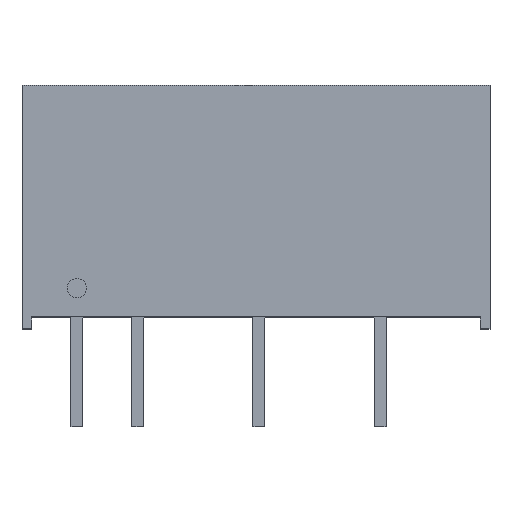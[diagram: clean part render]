
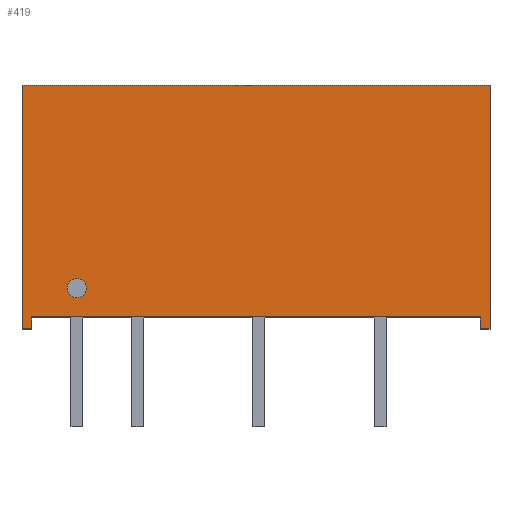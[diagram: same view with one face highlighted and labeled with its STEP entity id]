
A CAD part, top view. The second image highlights one B-rep face of the part: STEP entity #419.
In plain terms, the highlighted planar face has unit normal (0, 0, 1).
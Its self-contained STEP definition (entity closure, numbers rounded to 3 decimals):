
#1 = CIRCLE ( 'NONE', #370, 0.4 ) ;
#25 = DIRECTION ( 'NONE',  ( 1., 0., 0. ) ) ;
#32 = EDGE_CURVE ( 'NONE', #332, #632, #1066, .T. ) ;
#68 = DIRECTION ( 'NONE',  ( 0., 0., 1. ) ) ;
#72 = DIRECTION ( 'NONE',  ( 1., 0., 0. ) ) ;
#76 = CARTESIAN_POINT ( 'NONE',  ( -9.4, -0.5, 7.2 ) ) ;
#81 = ORIENTED_EDGE ( 'NONE', *, *, #481, .T. ) ;
#86 = VERTEX_POINT ( 'NONE', #1077 ) ;
#99 = ORIENTED_EDGE ( 'NONE', *, *, #234, .T. ) ;
#119 = ORIENTED_EDGE ( 'NONE', *, *, #394, .F. ) ;
#144 = CARTESIAN_POINT ( 'NONE',  ( -9.8, 9.7, 7.2 ) ) ;
#169 = EDGE_CURVE ( 'NONE', #632, #613, #938, .T. ) ;
#170 = CARTESIAN_POINT ( 'NONE',  ( -9.4, 0., 7.2 ) ) ;
#176 = DIRECTION ( 'NONE',  ( 1., 0., 0. ) ) ;
#192 = DIRECTION ( 'NONE',  ( 1., 0., 0. ) ) ;
#221 = LINE ( 'NONE', #526, #1031 ) ;
#234 = EDGE_CURVE ( 'NONE', #379, #855, #873, .T. ) ;
#253 = LINE ( 'NONE', #789, #401 ) ;
#332 = VERTEX_POINT ( 'NONE', #1184 ) ;
#344 = EDGE_LOOP ( 'NONE', ( #1096, #119 ) ) ;
#356 = VERTEX_POINT ( 'NONE', #366 ) ;
#366 = CARTESIAN_POINT ( 'NONE',  ( 9.8, 9.7, 7.2 ) ) ;
#370 = AXIS2_PLACEMENT_3D ( 'NONE', #923, #1091, #72 ) ;
#379 = VERTEX_POINT ( 'NONE', #631 ) ;
#391 = DIRECTION ( 'NONE',  ( 0., -1., 0. ) ) ;
#394 = EDGE_CURVE ( 'NONE', #86, #909, #1211, .T. ) ;
#401 = VECTOR ( 'NONE', #25, 1000. ) ;
#413 = CARTESIAN_POINT ( 'NONE',  ( 9.8, -0.5, 7.2 ) ) ;
#419 = ADVANCED_FACE ( 'NONE', ( #547, #773 ), #561, .F. ) ;
#431 = DIRECTION ( 'NONE',  ( 0., 1., 0. ) ) ;
#438 = CARTESIAN_POINT ( 'NONE',  ( -7.5, 1.2, 7.2 ) ) ;
#442 = DIRECTION ( 'NONE',  ( 1., 0., 0. ) ) ;
#446 = ORIENTED_EDGE ( 'NONE', *, *, #32, .T. ) ;
#481 = EDGE_CURVE ( 'NONE', #855, #984, #253, .T. ) ;
#483 = ORIENTED_EDGE ( 'NONE', *, *, #848, .T. ) ;
#510 = LINE ( 'NONE', #413, #760 ) ;
#526 = CARTESIAN_POINT ( 'NONE',  ( -9.4, 0., 7.2 ) ) ;
#538 = AXIS2_PLACEMENT_3D ( 'NONE', #438, #68, #442 ) ;
#546 = CARTESIAN_POINT ( 'NONE',  ( 9.4, -0.5, 7.2 ) ) ;
#547 = FACE_BOUND ( 'NONE', #344, .T. ) ;
#551 = ORIENTED_EDGE ( 'NONE', *, *, #1183, .T. ) ;
#560 = CARTESIAN_POINT ( 'NONE',  ( 9.4, 0., 7.2 ) ) ;
#561 = PLANE ( 'NONE',  #1087 ) ;
#613 = VERTEX_POINT ( 'NONE', #823 ) ;
#631 = CARTESIAN_POINT ( 'NONE',  ( 9.4, 0., 7.2 ) ) ;
#632 = VERTEX_POINT ( 'NONE', #76 ) ;
#664 = EDGE_CURVE ( 'NONE', #356, #842, #1093, .T. ) ;
#675 = DIRECTION ( 'NONE',  ( -1., 0., 0. ) ) ;
#681 = CARTESIAN_POINT ( 'NONE',  ( -9.4, -0.5, 7.2 ) ) ;
#697 = VECTOR ( 'NONE', #736, 1000. ) ;
#736 = DIRECTION ( 'NONE',  ( 0., -1., 0. ) ) ;
#760 = VECTOR ( 'NONE', #431, 1000. ) ;
#768 = EDGE_CURVE ( 'NONE', #909, #86, #1, .T. ) ;
#773 = FACE_OUTER_BOUND ( 'NONE', #881, .T. ) ;
#789 = CARTESIAN_POINT ( 'NONE',  ( 9.4, -0.5, 7.2 ) ) ;
#797 = ORIENTED_EDGE ( 'NONE', *, *, #664, .T. ) ;
#812 = CARTESIAN_POINT ( 'NONE',  ( -9.8, 9.7, 7.2 ) ) ;
#819 = ORIENTED_EDGE ( 'NONE', *, *, #169, .T. ) ;
#823 = CARTESIAN_POINT ( 'NONE',  ( -9.4, 0., 7.2 ) ) ;
#831 = VECTOR ( 'NONE', #1099, 1000. ) ;
#836 = CARTESIAN_POINT ( 'NONE',  ( 9.8, 9.7, 7.2 ) ) ;
#842 = VERTEX_POINT ( 'NONE', #812 ) ;
#848 = EDGE_CURVE ( 'NONE', #613, #379, #221, .T. ) ;
#855 = VERTEX_POINT ( 'NONE', #546 ) ;
#873 = LINE ( 'NONE', #560, #697 ) ;
#879 = LINE ( 'NONE', #1136, #1195 ) ;
#881 = EDGE_LOOP ( 'NONE', ( #1141, #797, #551, #446, #819, #483, #99, #81 ) ) ;
#909 = VERTEX_POINT ( 'NONE', #1018 ) ;
#923 = CARTESIAN_POINT ( 'NONE',  ( -7.5, 1.2, 7.2 ) ) ;
#938 = LINE ( 'NONE', #170, #831 ) ;
#957 = CARTESIAN_POINT ( 'NONE',  ( 9.8, -0.5, 7.2 ) ) ;
#984 = VERTEX_POINT ( 'NONE', #957 ) ;
#1018 = CARTESIAN_POINT ( 'NONE',  ( -7.1, 1.2, 7.2 ) ) ;
#1031 = VECTOR ( 'NONE', #176, 1000. ) ;
#1035 = VECTOR ( 'NONE', #1158, 1000. ) ;
#1036 = VECTOR ( 'NONE', #192, 1000. ) ;
#1057 = EDGE_CURVE ( 'NONE', #984, #356, #510, .T. ) ;
#1066 = LINE ( 'NONE', #681, #1036 ) ;
#1077 = CARTESIAN_POINT ( 'NONE',  ( -7.9, 1.2, 7.2 ) ) ;
#1087 = AXIS2_PLACEMENT_3D ( 'NONE', #836, #1218, #675 ) ;
#1091 = DIRECTION ( 'NONE',  ( 0., 0., 1. ) ) ;
#1093 = LINE ( 'NONE', #144, #1035 ) ;
#1096 = ORIENTED_EDGE ( 'NONE', *, *, #768, .F. ) ;
#1099 = DIRECTION ( 'NONE',  ( 0., 1., 0. ) ) ;
#1136 = CARTESIAN_POINT ( 'NONE',  ( -9.8, -0.5, 7.2 ) ) ;
#1141 = ORIENTED_EDGE ( 'NONE', *, *, #1057, .T. ) ;
#1158 = DIRECTION ( 'NONE',  ( -1., 0., 0. ) ) ;
#1183 = EDGE_CURVE ( 'NONE', #842, #332, #879, .T. ) ;
#1184 = CARTESIAN_POINT ( 'NONE',  ( -9.8, -0.5, 7.2 ) ) ;
#1195 = VECTOR ( 'NONE', #391, 1000. ) ;
#1211 = CIRCLE ( 'NONE', #538, 0.4 ) ;
#1218 = DIRECTION ( 'NONE',  ( 0., 0., -1. ) ) ;
